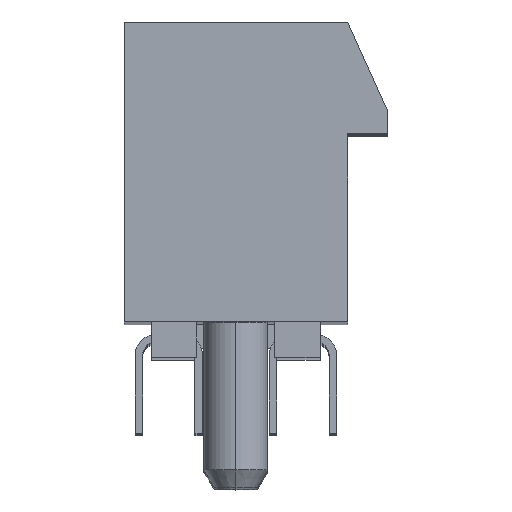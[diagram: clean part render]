
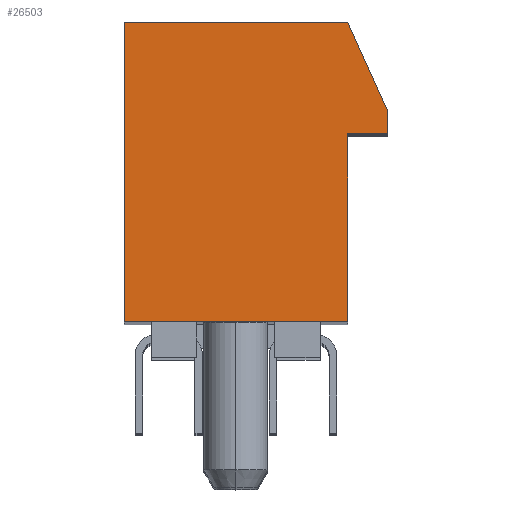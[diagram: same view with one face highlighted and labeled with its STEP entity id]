
A CAD part, top view. The second image highlights one B-rep face of the part: STEP entity #26503.
In plain terms, the highlighted planar face has unit normal (0, 0, 1).
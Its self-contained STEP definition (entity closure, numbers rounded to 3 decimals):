
#1845 = AXIS2_PLACEMENT_3D ( 'NONE', #10941, #10942, #10943 ) ;
#2787 = VECTOR ( 'NONE', #9229, 1000. ) ;
#7596 = CARTESIAN_POINT ( 'NONE',  ( -3.75, 0., 0. ) ) ;
#7598 = DIRECTION ( 'NONE',  ( 1., 0., 0. ) ) ;
#8385 = LINE ( 'NONE', #7596, #8388 ) ;
#8388 = VECTOR ( 'NONE', #7598, 1000. ) ;
#8753 = LINE ( 'NONE', #9140, #8756 ) ;
#8756 = VECTOR ( 'NONE', #9141, 1000. ) ;
#8759 = LINE ( 'NONE', #9146, #8762 ) ;
#8762 = VECTOR ( 'NONE', #9147, 1000. ) ;
#8769 = LINE ( 'NONE', #9156, #8772 ) ;
#8772 = VECTOR ( 'NONE', #9157, 1000. ) ;
#8791 = LINE ( 'NONE', #9178, #8794 ) ;
#8794 = VECTOR ( 'NONE', #9179, 1000. ) ;
#8795 = LINE ( 'NONE', #9171, #2787 ) ;
#9140 = CARTESIAN_POINT ( 'NONE',  ( 5.1, 7.05, 0. ) ) ;
#9141 = DIRECTION ( 'NONE',  ( 0., 1., 0. ) ) ;
#9146 = CARTESIAN_POINT ( 'NONE',  ( 5.1, 6.3, 0. ) ) ;
#9147 = DIRECTION ( 'NONE',  ( 1., 0., 0. ) ) ;
#9156 = CARTESIAN_POINT ( 'NONE',  ( -3.75, 0., 0. ) ) ;
#9157 = DIRECTION ( 'NONE',  ( 0., -1., 0. ) ) ;
#9171 = CARTESIAN_POINT ( 'NONE',  ( 3.75, 10.05, 0. ) ) ;
#9178 = CARTESIAN_POINT ( 'NONE',  ( -3.75, 10.05, 0. ) ) ;
#9179 = DIRECTION ( 'NONE',  ( -1., 0., 0. ) ) ;
#9229 = DIRECTION ( 'NONE',  ( -0.41, 0.912, 0. ) ) ;
#9244 = CARTESIAN_POINT ( 'NONE',  ( 3.75, 0., 0. ) ) ;
#9245 = DIRECTION ( 'NONE',  ( 0., 1., 0. ) ) ;
#9779 = LINE ( 'NONE', #9244, #9782 ) ;
#9782 = VECTOR ( 'NONE', #9245, 1000. ) ;
#10275 = FACE_OUTER_BOUND ( 'NONE', #23006, .T. ) ;
#10922 = PLANE ( 'NONE',  #1845 ) ;
#10941 = CARTESIAN_POINT ( 'NONE',  ( -3.75, 10.05, 0. ) ) ;
#10942 = DIRECTION ( 'NONE',  ( 0., 0., -1. ) ) ;
#10943 = DIRECTION ( 'NONE',  ( -1., 0., 0. ) ) ;
#11586 = CARTESIAN_POINT ( 'NONE',  ( -3.75, 0., 0. ) ) ;
#11599 = CARTESIAN_POINT ( 'NONE',  ( 3.75, 0., 0. ) ) ;
#11766 = CARTESIAN_POINT ( 'NONE',  ( 5.1, 6.3, 0. ) ) ;
#11769 = CARTESIAN_POINT ( 'NONE',  ( -3.75, 10.05, 0. ) ) ;
#11772 = CARTESIAN_POINT ( 'NONE',  ( 5.1, 7.05, 0. ) ) ;
#11774 = CARTESIAN_POINT ( 'NONE',  ( 3.75, 6.3, 0. ) ) ;
#11780 = CARTESIAN_POINT ( 'NONE',  ( 3.75, 10.05, 0. ) ) ;
#16247 = ORIENTED_EDGE ( 'NONE', *, *, #20026, .T. ) ;
#16248 = ORIENTED_EDGE ( 'NONE', *, *, #19832, .T. ) ;
#16249 = ORIENTED_EDGE ( 'NONE', *, *, #20070, .T. ) ;
#16250 = ORIENTED_EDGE ( 'NONE', *, *, #20021, .T. ) ;
#16251 = ORIENTED_EDGE ( 'NONE', *, *, #20018, .T. ) ;
#16252 = ORIENTED_EDGE ( 'NONE', *, *, #20062, .T. ) ;
#16253 = ORIENTED_EDGE ( 'NONE', *, *, #20037, .T. ) ;
#19832 = EDGE_CURVE ( 'NONE', #26837, #26850, #8385, .T. ) ;
#20018 = EDGE_CURVE ( 'NONE', #26993, #26999, #8753, .T. ) ;
#20021 = EDGE_CURVE ( 'NONE', #27001, #26993, #8759, .T. ) ;
#20026 = EDGE_CURVE ( 'NONE', #26996, #26837, #8769, .T. ) ;
#20037 = EDGE_CURVE ( 'NONE', #27007, #26996, #8791, .T. ) ;
#20062 = EDGE_CURVE ( 'NONE', #26999, #27007, #8795, .T. ) ;
#20070 = EDGE_CURVE ( 'NONE', #26850, #27001, #9779, .T. ) ;
#23006 = EDGE_LOOP ( 'NONE', ( #16247, #16248, #16249, #16250, #16251, #16252, #16253 ) ) ;
#26503 = ADVANCED_FACE ( 'NONE', ( #10275 ), #10922, .F. ) ;
#26837 = VERTEX_POINT ( 'NONE', #11586 ) ;
#26850 = VERTEX_POINT ( 'NONE', #11599 ) ;
#26993 = VERTEX_POINT ( 'NONE', #11766 ) ;
#26996 = VERTEX_POINT ( 'NONE', #11769 ) ;
#26999 = VERTEX_POINT ( 'NONE', #11772 ) ;
#27001 = VERTEX_POINT ( 'NONE', #11774 ) ;
#27007 = VERTEX_POINT ( 'NONE', #11780 ) ;
